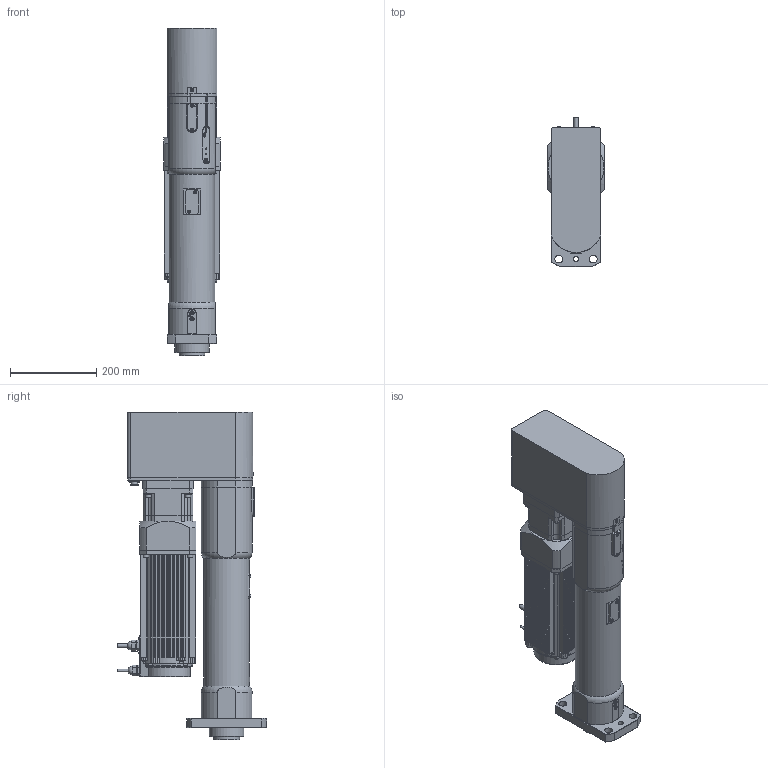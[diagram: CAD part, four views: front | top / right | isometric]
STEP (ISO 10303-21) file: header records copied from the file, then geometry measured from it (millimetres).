
FILE_DESCRIPTION(/* description */ (''),/* implementation_level */ '2;1');
FILE_NAME(/* name */ 'DPS-501R5-20FB(DS-P023+B)_OUTLINE_20220414.stp',/* time_stamp */ '2022-04-14T13:44:16+09:00',/* author */ ('y-mizuno'),/* organization */ (''),/* preprocessor_version */ 'ST-DEVELOPER v18.1',/* originating_system */ 'Autodesk Inventor 2021',/* authorisation */ '');
FILE_SCHEMA (('AUTOMOTIVE_DESIGN { 1 0 10303 214 3 1 1 }'));
Products named in the file (1): DPS-501R5-20FB(DS-P023)_ASSY_20200720_Shrinkwrap_1
Bounding box: 130 x 345.51 x 760 mm (x, y, z)
Volume: 17004975 mm3; surface area: 850281.2 mm2
Topology: 2 solids, 27 shells, 1723 faces, 4626 edges, 3048 vertices
Faces by surface type: plane 999, cylinder 474, cone 140, torus 62, sphere 40, bspline 8
Full cylindrical faces by diameter (mm): 1 x25, 2.459 x1, 3 x1, 3.242 x2, 4 x10, 4.134 x1, 4.5 x2, 5 x2, 6 x7, 6.647 x20, 6.75 x4, 8 x13, 8.5 x6, 9 x28, 9.3 x1, 9.5 x2, 10 x1, 10.5 x1, 11 x5, 12 x3, 13 x20, 14 x14, 14.2 x1, 14.7 x1, 15 x1, 15.8 x2, 16.3 x1, 16.5 x1, 18 x8, 21 x1
Entity records: 57626 total; most frequent: CARTESIAN_POINT 12339, DIRECTION 9246, ORIENTED_EDGE 9110, EDGE_CURVE 4555, AXIS2_PLACEMENT_3D 3426, VERTEX_POINT 3048, LINE 2394, VECTOR 2394
